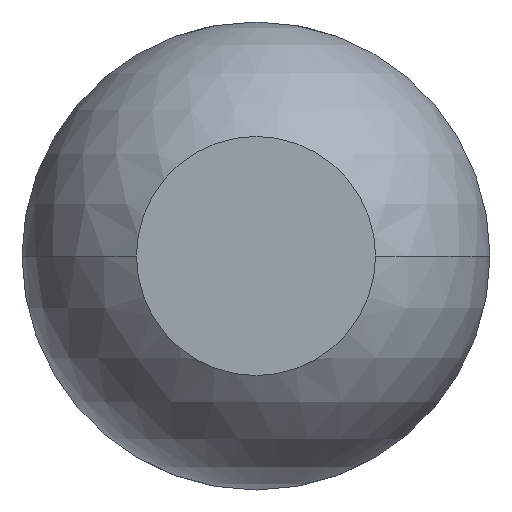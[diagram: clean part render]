
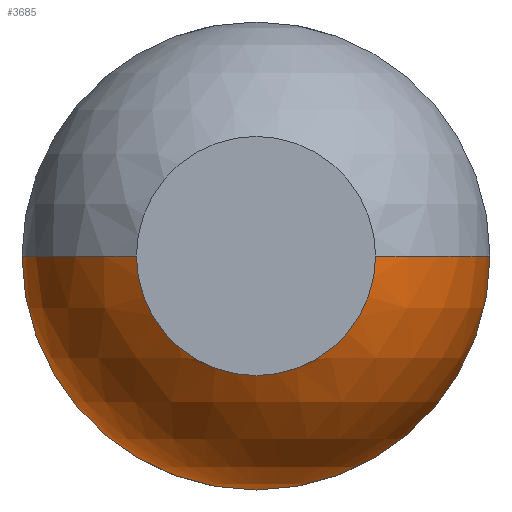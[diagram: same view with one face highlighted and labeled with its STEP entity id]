
A CAD part, front view. The second image highlights one B-rep face of the part: STEP entity #3685.
In plain terms, the highlighted spherical face has radius 0.685 mm.
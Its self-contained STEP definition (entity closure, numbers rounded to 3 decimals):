
#81 = EDGE_CURVE ( 'Defeature ausgef�hrt2_17+Defeature ausgef�hrt2_4+Defeature ausgef�hrt2_4+Defeature ausgef�hrt2_4', #1140, #3941, #3315, .T. ) ;
#122 = CARTESIAN_POINT ( 'NONE',  ( -0.35, -27., 0. ) ) ;
#174 = DIRECTION ( 'NONE',  ( 1., 0., 0. ) ) ;
#177 = CIRCLE ( 'NONE', #2246, 0.35 ) ;
#254 = DIRECTION ( 'NONE',  ( 0., 0., -1. ) ) ;
#277 = EDGE_CURVE ( 'NONE', #1140, #351, #3264, .T. ) ;
#327 = ORIENTED_EDGE ( 'NONE', *, *, #277, .T. ) ;
#338 = AXIS2_PLACEMENT_3D ( 'NONE', #4066, #2159, #254 ) ;
#343 = VERTEX_POINT ( 'NONE', #2661 ) ;
#351 = VERTEX_POINT ( 'NONE', #3935 ) ;
#464 = EDGE_CURVE ( 'Defeature ausgef�hrt2_5+Defeature ausgef�hrt2_4+Defeature ausgef�hrt2_4+Defeature ausgef�hrt2_4', #4078, #351, #1921, .T. ) ;
#548 = AXIS2_PLACEMENT_3D ( 'NONE', #2716, #810, #3031 ) ;
#736 = DIRECTION ( 'NONE',  ( 0., 0., -1. ) ) ;
#775 = AXIS2_PLACEMENT_3D ( 'NONE', #1770, #2091, #174 ) ;
#810 = DIRECTION ( 'NONE',  ( 0., 1., 0. ) ) ;
#1140 = VERTEX_POINT ( 'NONE', #122 ) ;
#1268 = DIRECTION ( 'NONE',  ( 0., 0., 1. ) ) ;
#1314 = CARTESIAN_POINT ( 'NONE',  ( 0., -26.411, 0. ) ) ;
#1366 = AXIS2_PLACEMENT_3D ( 'NONE', #4052, #3395, #1489 ) ;
#1383 = ORIENTED_EDGE ( 'NONE', *, *, #3350, .F. ) ;
#1418 = CIRCLE ( 'NONE', #1441, 0.685 ) ;
#1441 = AXIS2_PLACEMENT_3D ( 'NONE', #1314, #3204, #1268 ) ;
#1489 = DIRECTION ( 'NONE',  ( 1., 0., 0. ) ) ;
#1586 = EDGE_CURVE ( 'Defeature ausgef�hrt2_17+Defeature ausgef�hrt2_4+Defeature ausgef�hrt2_4+Defeature ausgef�hrt2_4', #3941, #2549, #177, .T. ) ;
#1588 = EDGE_LOOP ( 'NONE', ( #1839, #327, #3985, #1383, #3073, #1643 ) ) ;
#1643 = ORIENTED_EDGE ( 'NONE', *, *, #1586, .F. ) ;
#1720 = FACE_OUTER_BOUND ( 'NONE', #1588, .T. ) ;
#1770 = CARTESIAN_POINT ( 'NONE',  ( 0., -26.411, 0. ) ) ;
#1839 = ORIENTED_EDGE ( 'NONE', *, *, #81, .F. ) ;
#1921 = CIRCLE ( 'NONE', #548, 0.685 ) ;
#1965 = CIRCLE ( 'NONE', #775, 0.685 ) ;
#1972 = AXIS2_PLACEMENT_3D ( 'NONE', #2331, #736, #2962 ) ;
#2091 = DIRECTION ( 'NONE',  ( 0., 0., 1. ) ) ;
#2159 = DIRECTION ( 'NONE',  ( 0., -1., 0. ) ) ;
#2246 = AXIS2_PLACEMENT_3D ( 'NONE', #2790, #3759, #3105 ) ;
#2331 = CARTESIAN_POINT ( 'NONE',  ( 0., -26.411, 0. ) ) ;
#2549 = VERTEX_POINT ( 'NONE', #2782 ) ;
#2661 = CARTESIAN_POINT ( 'NONE',  ( 0.685, -26.411, 0. ) ) ;
#2716 = CARTESIAN_POINT ( 'NONE',  ( 0., -26.411, 0. ) ) ;
#2782 = CARTESIAN_POINT ( 'NONE',  ( 0.35, -27., 0. ) ) ;
#2790 = CARTESIAN_POINT ( 'NONE',  ( 0., -27., 0. ) ) ;
#2894 = EDGE_CURVE ( 'NONE', #2549, #343, #1965, .T. ) ;
#2962 = DIRECTION ( 'NONE',  ( -1., 0., 0. ) ) ;
#3031 = DIRECTION ( 'NONE',  ( 0., 0., 1. ) ) ;
#3073 = ORIENTED_EDGE ( 'NONE', *, *, #2894, .F. ) ;
#3105 = DIRECTION ( 'NONE',  ( 0., 0., -1. ) ) ;
#3204 = DIRECTION ( 'NONE',  ( 0., 1., 0. ) ) ;
#3236 = CARTESIAN_POINT ( 'NONE',  ( 0., -27., -0.35 ) ) ;
#3264 = CIRCLE ( 'NONE', #1972, 0.685 ) ;
#3315 = CIRCLE ( 'NONE', #338, 0.35 ) ;
#3350 = EDGE_CURVE ( 'Defeature ausgef�hrt2_5+Defeature ausgef�hrt2_4+Defeature ausgef�hrt2_4+Defeature ausgef�hrt2_4', #343, #4078, #1418, .T. ) ;
#3395 = DIRECTION ( 'NONE',  ( 0., 0., -1. ) ) ;
#3685 = ADVANCED_FACE ( 'Defeature ausgef�hrt2_4', ( #1720 ), #3867, .T. ) ;
#3759 = DIRECTION ( 'NONE',  ( 0., -1., 0. ) ) ;
#3867 = SPHERICAL_SURFACE ( 'NONE', #1366, 0.685 ) ;
#3935 = CARTESIAN_POINT ( 'NONE',  ( -0.685, -26.411, 0. ) ) ;
#3941 = VERTEX_POINT ( 'NONE', #3236 ) ;
#3958 = CARTESIAN_POINT ( 'NONE',  ( 0., -26.411, -0.685 ) ) ;
#3985 = ORIENTED_EDGE ( 'NONE', *, *, #464, .F. ) ;
#4052 = CARTESIAN_POINT ( 'NONE',  ( 0., -26.411, 0. ) ) ;
#4066 = CARTESIAN_POINT ( 'NONE',  ( 0., -27., 0. ) ) ;
#4078 = VERTEX_POINT ( 'NONE', #3958 ) ;
